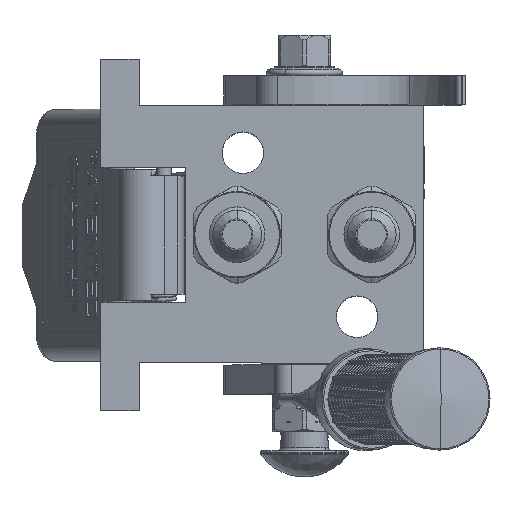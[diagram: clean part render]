
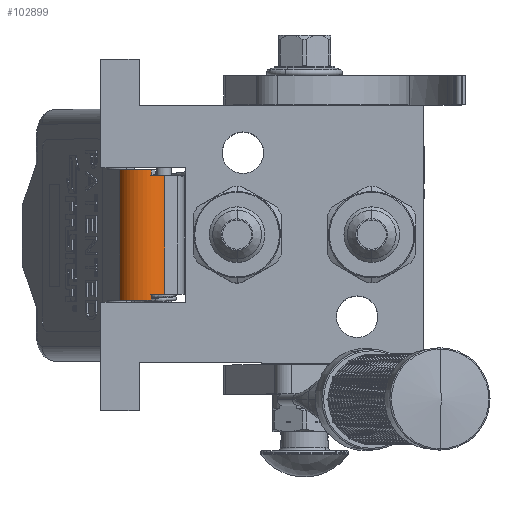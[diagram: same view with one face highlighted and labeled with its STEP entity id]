
A CAD part, top view. The second image highlights one B-rep face of the part: STEP entity #102899.
In plain terms, the highlighted cylindrical face has radius 9.5 mm (diameter 19 mm), a partial arc.
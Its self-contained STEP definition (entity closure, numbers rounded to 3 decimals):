
#2804 = VERTEX_POINT ( 'NONE', #26388 ) ;
#4467 = ORIENTED_EDGE ( 'NONE', *, *, #103600, .F. ) ;
#8155 = VERTEX_POINT ( 'NONE', #179147 ) ;
#8704 = VECTOR ( 'NONE', #115348, 1000. ) ;
#10980 = EDGE_CURVE ( 'NONE', #157756, #44629, #139195, .T. ) ;
#11047 = LINE ( 'NONE', #114724, #8704 ) ;
#12035 = EDGE_CURVE ( 'NONE', #180275, #2804, #154637, .T. ) ;
#13071 = ORIENTED_EDGE ( 'NONE', *, *, #143446, .F. ) ;
#13142 = DIRECTION ( 'NONE',  ( 0., -0.385, -0.923 ) ) ;
#13335 = CIRCLE ( 'NONE', #24319, 9.5 ) ;
#13338 = DIRECTION ( 'NONE',  ( -1., 0., 0. ) ) ;
#15531 = ORIENTED_EDGE ( 'NONE', *, *, #10980, .F. ) ;
#16828 = DIRECTION ( 'NONE',  ( 1., 0., 0. ) ) ;
#24319 = AXIS2_PLACEMENT_3D ( 'NONE', #33214, #16828, #74358 ) ;
#26388 = CARTESIAN_POINT ( 'NONE',  ( -20.25, 0., -56.881 ) ) ;
#27903 = DIRECTION ( 'NONE',  ( 0., -1., 0. ) ) ;
#30882 = CYLINDRICAL_SURFACE ( 'NONE', #173176, 9.5 ) ;
#32400 = EDGE_CURVE ( 'NONE', #8155, #44629, #11047, .T. ) ;
#33214 = CARTESIAN_POINT ( 'NONE',  ( -22.25, -1.5, -47.5 ) ) ;
#35758 = CARTESIAN_POINT ( 'NONE',  ( 22.25, 0., -56.881 ) ) ;
#38742 = ORIENTED_EDGE ( 'NONE', *, *, #32400, .T. ) ;
#39614 = VECTOR ( 'NONE', #40602, 1000. ) ;
#39976 = CARTESIAN_POINT ( 'NONE',  ( -22.25, 0., -56.881 ) ) ;
#40602 = DIRECTION ( 'NONE',  ( 1., 0., 0. ) ) ;
#43522 = ORIENTED_EDGE ( 'NONE', *, *, #12035, .T. ) ;
#44629 = VERTEX_POINT ( 'NONE', #46370 ) ;
#46370 = CARTESIAN_POINT ( 'NONE',  ( 22.25, 8., -47.5 ) ) ;
#61164 = EDGE_LOOP ( 'NONE', ( #147872, #43522, #4467, #120371, #38742, #15531, #148372, #13071 ) ) ;
#61199 = VERTEX_POINT ( 'NONE', #177924 ) ;
#62076 = LINE ( 'NONE', #150947, #114156 ) ;
#69174 = VERTEX_POINT ( 'NONE', #169957 ) ;
#74358 = DIRECTION ( 'NONE',  ( 0., 0.158, -0.987 ) ) ;
#82822 = CIRCLE ( 'NONE', #167732, 9.5 ) ;
#85870 = VECTOR ( 'NONE', #140274, 1000. ) ;
#90153 = CARTESIAN_POINT ( 'NONE',  ( -22.25, 0., -56.881 ) ) ;
#91263 = AXIS2_PLACEMENT_3D ( 'NONE', #157397, #99805, #13142 ) ;
#93976 = DIRECTION ( 'NONE',  ( 1., 0., 0. ) ) ;
#99526 = DIRECTION ( 'NONE',  ( 1., 0., 0. ) ) ;
#99805 = DIRECTION ( 'NONE',  ( 1., 0., 0. ) ) ;
#102899 = ADVANCED_FACE ( 'NONE', ( #119112 ), #30882, .T. ) ;
#103600 = EDGE_CURVE ( 'NONE', #175445, #2804, #161988, .T. ) ;
#111173 = CARTESIAN_POINT ( 'NONE',  ( 20.25, 0., -56.881 ) ) ;
#114156 = VECTOR ( 'NONE', #93976, 1000. ) ;
#114443 = DIRECTION ( 'NONE',  ( 1., 0., 0. ) ) ;
#114724 = CARTESIAN_POINT ( 'NONE',  ( -22.25, 8., -47.5 ) ) ;
#115348 = DIRECTION ( 'NONE',  ( 1., 0., 0. ) ) ;
#119112 = FACE_OUTER_BOUND ( 'NONE', #61164, .T. ) ;
#120371 = ORIENTED_EDGE ( 'NONE', *, *, #180091, .T. ) ;
#121611 = EDGE_CURVE ( 'NONE', #61199, #157756, #124333, .T. ) ;
#124333 = LINE ( 'NONE', #111173, #85870 ) ;
#129578 = DIRECTION ( 'NONE',  ( 0., -0.385, -0.923 ) ) ;
#135679 = CARTESIAN_POINT ( 'NONE',  ( -20.25, -5.154, -56.269 ) ) ;
#139195 = CIRCLE ( 'NONE', #185767, 9.5 ) ;
#140274 = DIRECTION ( 'NONE',  ( 1., 0., 0. ) ) ;
#143446 = EDGE_CURVE ( 'NONE', #69174, #61199, #82822, .T. ) ;
#143527 = CARTESIAN_POINT ( 'NONE',  ( 20.25, -1.5, -47.5 ) ) ;
#147872 = ORIENTED_EDGE ( 'NONE', *, *, #163398, .F. ) ;
#148372 = ORIENTED_EDGE ( 'NONE', *, *, #121611, .F. ) ;
#150947 = CARTESIAN_POINT ( 'NONE',  ( -20.25, -5.154, -56.269 ) ) ;
#154637 = CIRCLE ( 'NONE', #91263, 9.5 ) ;
#157397 = CARTESIAN_POINT ( 'NONE',  ( -20.25, -1.5, -47.5 ) ) ;
#157756 = VERTEX_POINT ( 'NONE', #35758 ) ;
#161988 = LINE ( 'NONE', #39976, #39614 ) ;
#163398 = EDGE_CURVE ( 'NONE', #180275, #69174, #62076, .T. ) ;
#167732 = AXIS2_PLACEMENT_3D ( 'NONE', #143527, #114443, #129578 ) ;
#169957 = CARTESIAN_POINT ( 'NONE',  ( 20.25, -5.154, -56.269 ) ) ;
#171068 = CARTESIAN_POINT ( 'NONE',  ( 22.25, -1.5, -47.5 ) ) ;
#173176 = AXIS2_PLACEMENT_3D ( 'NONE', #186085, #13338, #27903 ) ;
#175445 = VERTEX_POINT ( 'NONE', #90153 ) ;
#177924 = CARTESIAN_POINT ( 'NONE',  ( 20.25, 0., -56.881 ) ) ;
#179147 = CARTESIAN_POINT ( 'NONE',  ( -22.25, 8., -47.5 ) ) ;
#180091 = EDGE_CURVE ( 'NONE', #175445, #8155, #13335, .T. ) ;
#180275 = VERTEX_POINT ( 'NONE', #135679 ) ;
#184342 = DIRECTION ( 'NONE',  ( 0., 0.158, -0.987 ) ) ;
#185767 = AXIS2_PLACEMENT_3D ( 'NONE', #171068, #99526, #184342 ) ;
#186085 = CARTESIAN_POINT ( 'NONE',  ( -22.25, -1.5, -47.5 ) ) ;
